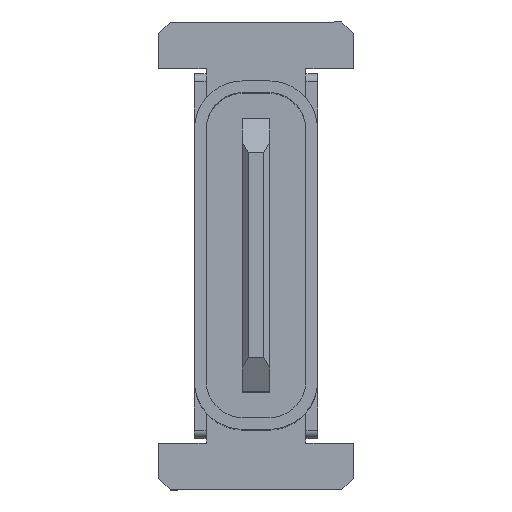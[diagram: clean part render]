
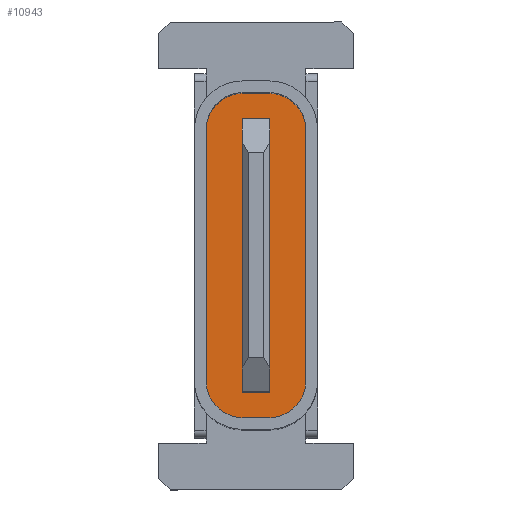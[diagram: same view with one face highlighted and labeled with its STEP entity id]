
A CAD part, top view. The second image highlights one B-rep face of the part: STEP entity #10943.
In plain terms, the highlighted planar face has unit normal (0, 0, 1).
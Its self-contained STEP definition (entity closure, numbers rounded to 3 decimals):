
#71 = LINE ( 'NONE', #14729, #15121 ) ;
#375 = DIRECTION ( 'NONE',  ( 0., 1., 0. ) ) ;
#393 = ORIENTED_EDGE ( 'NONE', *, *, #6871, .T. ) ;
#670 = EDGE_CURVE ( 'NONE', #20627, #845, #18614, .T. ) ;
#831 = CARTESIAN_POINT ( 'NONE',  ( 0.33, -4.17, -4.2 ) ) ;
#845 = VERTEX_POINT ( 'NONE', #18050 ) ;
#1025 = CARTESIAN_POINT ( 'NONE',  ( -0.33, 3.22, -4.2 ) ) ;
#1316 = FACE_OUTER_BOUND ( 'NONE', #13776, .T. ) ;
#1578 = LINE ( 'NONE', #4824, #13771 ) ;
#2120 = EDGE_CURVE ( 'NONE', #15065, #13381, #8500, .T. ) ;
#2342 = EDGE_CURVE ( 'NONE', #18437, #3679, #17575, .T. ) ;
#2428 = CARTESIAN_POINT ( 'NONE',  ( -1.28, 3.22, -4.2 ) ) ;
#2642 = CIRCLE ( 'NONE', #14098, 0.95 ) ;
#2942 = VERTEX_POINT ( 'NONE', #14400 ) ;
#3038 = ORIENTED_EDGE ( 'NONE', *, *, #2342, .T. ) ;
#3071 = DIRECTION ( 'NONE',  ( 0., 1., 0. ) ) ;
#3679 = VERTEX_POINT ( 'NONE', #4162 ) ;
#4037 = EDGE_CURVE ( 'NONE', #3679, #2942, #2642, .T. ) ;
#4162 = CARTESIAN_POINT ( 'NONE',  ( -1.28, -3.22, -4.2 ) ) ;
#4337 = PLANE ( 'NONE',  #13934 ) ;
#4660 = VECTOR ( 'NONE', #9597, 1000. ) ;
#4761 = CARTESIAN_POINT ( 'NONE',  ( 0.33, 4.17, -4.2 ) ) ;
#4824 = CARTESIAN_POINT ( 'NONE',  ( 0.35, 3.5, -4.2 ) ) ;
#4847 = VERTEX_POINT ( 'NONE', #7512 ) ;
#4934 = ORIENTED_EDGE ( 'NONE', *, *, #11307, .T. ) ;
#5072 = EDGE_CURVE ( 'NONE', #13381, #8086, #20571, .T. ) ;
#5394 = DIRECTION ( 'NONE',  ( -1., 0., 0. ) ) ;
#5610 = ORIENTED_EDGE ( 'NONE', *, *, #4037, .T. ) ;
#5825 = CARTESIAN_POINT ( 'NONE',  ( -0.33, 4.17, -4.2 ) ) ;
#5957 = CARTESIAN_POINT ( 'NONE',  ( -0.33, -4.17, -4.2 ) ) ;
#5990 = DIRECTION ( 'NONE',  ( 0., -1., 0. ) ) ;
#6246 = CARTESIAN_POINT ( 'NONE',  ( 0.35, 3.5, -4.2 ) ) ;
#6395 = CARTESIAN_POINT ( 'NONE',  ( -1.28, 3.22, -4.2 ) ) ;
#6453 = DIRECTION ( 'NONE',  ( 0., 1., 0. ) ) ;
#6527 = CIRCLE ( 'NONE', #16620, 0.95 ) ;
#6861 = EDGE_CURVE ( 'NONE', #8030, #4847, #1578, .T. ) ;
#6871 = EDGE_CURVE ( 'NONE', #19278, #16136, #71, .T. ) ;
#7310 = DIRECTION ( 'NONE',  ( 0., 0., 1. ) ) ;
#7337 = VECTOR ( 'NONE', #17598, 1000. ) ;
#7512 = CARTESIAN_POINT ( 'NONE',  ( 0.35, -3.5, -4.2 ) ) ;
#7642 = DIRECTION ( 'NONE',  ( 0., 0., 1. ) ) ;
#7758 = CARTESIAN_POINT ( 'NONE',  ( 0.33, 4.17, -4.2 ) ) ;
#7835 = CARTESIAN_POINT ( 'NONE',  ( -0.33, -3.22, -4.2 ) ) ;
#7935 = CARTESIAN_POINT ( 'NONE',  ( -0.33, -3.22, -4.2 ) ) ;
#8020 = CARTESIAN_POINT ( 'NONE',  ( 1.28, -3.22, -4.2 ) ) ;
#8030 = VERTEX_POINT ( 'NONE', #8348 ) ;
#8086 = VERTEX_POINT ( 'NONE', #5825 ) ;
#8093 = ORIENTED_EDGE ( 'NONE', *, *, #20154, .T. ) ;
#8128 = CARTESIAN_POINT ( 'NONE',  ( -0.35, -3.5, -4.2 ) ) ;
#8348 = CARTESIAN_POINT ( 'NONE',  ( 0.35, 3.5, -4.2 ) ) ;
#8500 = CIRCLE ( 'NONE', #12923, 0.95 ) ;
#8887 = CARTESIAN_POINT ( 'NONE',  ( 0.33, -3.22, -4.2 ) ) ;
#8899 = VECTOR ( 'NONE', #15758, 1000. ) ;
#9507 = AXIS2_PLACEMENT_3D ( 'NONE', #8887, #7642, #20505 ) ;
#9597 = DIRECTION ( 'NONE',  ( 1., 0., 0. ) ) ;
#9954 = DIRECTION ( 'NONE',  ( 0., -1., 0. ) ) ;
#10943 = ADVANCED_FACE ( 'NONE', ( #17616, #1316 ), #4337, .T. ) ;
#11097 = ORIENTED_EDGE ( 'NONE', *, *, #19924, .T. ) ;
#11307 = EDGE_CURVE ( 'NONE', #8086, #18437, #6527, .T. ) ;
#11803 = ORIENTED_EDGE ( 'NONE', *, *, #6861, .T. ) ;
#12697 = DIRECTION ( 'NONE',  ( 0., 0., 1. ) ) ;
#12770 = LINE ( 'NONE', #8020, #7337 ) ;
#12903 = VECTOR ( 'NONE', #5394, 1000. ) ;
#12923 = AXIS2_PLACEMENT_3D ( 'NONE', #19713, #14657, #13171 ) ;
#13011 = VECTOR ( 'NONE', #5990, 1000. ) ;
#13171 = DIRECTION ( 'NONE',  ( 0., 1., 0. ) ) ;
#13381 = VERTEX_POINT ( 'NONE', #7758 ) ;
#13729 = CARTESIAN_POINT ( 'NONE',  ( -0.35, 3.5, -4.2 ) ) ;
#13771 = VECTOR ( 'NONE', #9954, 1000. ) ;
#13776 = EDGE_LOOP ( 'NONE', ( #5610, #18521, #20525, #8093, #17263, #15703, #4934, #3038 ) ) ;
#13934 = AXIS2_PLACEMENT_3D ( 'NONE', #7935, #17508, #3071 ) ;
#14098 = AXIS2_PLACEMENT_3D ( 'NONE', #7835, #12697, #6453 ) ;
#14400 = CARTESIAN_POINT ( 'NONE',  ( -0.33, -4.17, -4.2 ) ) ;
#14457 = DIRECTION ( 'NONE',  ( -1., 0., 0. ) ) ;
#14512 = EDGE_CURVE ( 'NONE', #4847, #19278, #16243, .T. ) ;
#14657 = DIRECTION ( 'NONE',  ( 0., 0., 1. ) ) ;
#14729 = CARTESIAN_POINT ( 'NONE',  ( -0.35, 3.5, -4.2 ) ) ;
#15065 = VERTEX_POINT ( 'NONE', #20578 ) ;
#15121 = VECTOR ( 'NONE', #375, 1000. ) ;
#15465 = EDGE_CURVE ( 'NONE', #2942, #20627, #19814, .T. ) ;
#15703 = ORIENTED_EDGE ( 'NONE', *, *, #5072, .T. ) ;
#15758 = DIRECTION ( 'NONE',  ( 1., 0., 0. ) ) ;
#16136 = VERTEX_POINT ( 'NONE', #13729 ) ;
#16243 = LINE ( 'NONE', #19637, #12903 ) ;
#16620 = AXIS2_PLACEMENT_3D ( 'NONE', #1025, #7310, #18597 ) ;
#16817 = EDGE_LOOP ( 'NONE', ( #18948, #393, #11097, #11803 ) ) ;
#16910 = VECTOR ( 'NONE', #14457, 1000. ) ;
#17263 = ORIENTED_EDGE ( 'NONE', *, *, #2120, .T. ) ;
#17508 = DIRECTION ( 'NONE',  ( 0., 0., 1. ) ) ;
#17575 = LINE ( 'NONE', #6395, #13011 ) ;
#17598 = DIRECTION ( 'NONE',  ( 0., 1., 0. ) ) ;
#17616 = FACE_BOUND ( 'NONE', #16817, .T. ) ;
#18050 = CARTESIAN_POINT ( 'NONE',  ( 1.28, -3.22, -4.2 ) ) ;
#18437 = VERTEX_POINT ( 'NONE', #2428 ) ;
#18521 = ORIENTED_EDGE ( 'NONE', *, *, #15465, .T. ) ;
#18597 = DIRECTION ( 'NONE',  ( 0., 1., 0. ) ) ;
#18614 = CIRCLE ( 'NONE', #9507, 0.95 ) ;
#18948 = ORIENTED_EDGE ( 'NONE', *, *, #14512, .T. ) ;
#19223 = LINE ( 'NONE', #6246, #4660 ) ;
#19278 = VERTEX_POINT ( 'NONE', #8128 ) ;
#19637 = CARTESIAN_POINT ( 'NONE',  ( 0.35, -3.5, -4.2 ) ) ;
#19713 = CARTESIAN_POINT ( 'NONE',  ( 0.33, 3.22, -4.2 ) ) ;
#19814 = LINE ( 'NONE', #5957, #8899 ) ;
#19924 = EDGE_CURVE ( 'NONE', #16136, #8030, #19223, .T. ) ;
#20154 = EDGE_CURVE ( 'NONE', #845, #15065, #12770, .T. ) ;
#20505 = DIRECTION ( 'NONE',  ( 0., 1., 0. ) ) ;
#20525 = ORIENTED_EDGE ( 'NONE', *, *, #670, .T. ) ;
#20571 = LINE ( 'NONE', #4761, #16910 ) ;
#20578 = CARTESIAN_POINT ( 'NONE',  ( 1.28, 3.22, -4.2 ) ) ;
#20627 = VERTEX_POINT ( 'NONE', #831 ) ;
